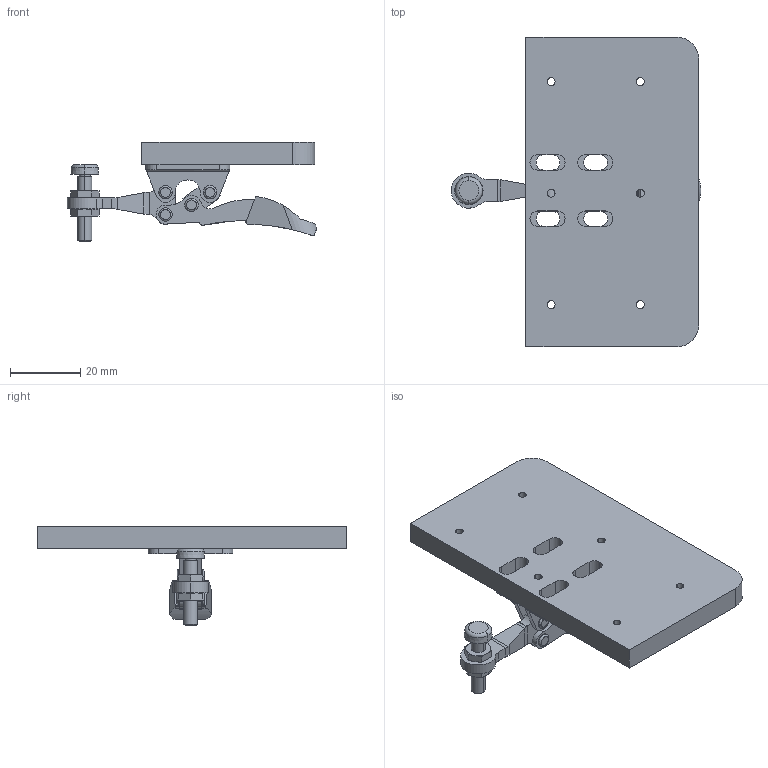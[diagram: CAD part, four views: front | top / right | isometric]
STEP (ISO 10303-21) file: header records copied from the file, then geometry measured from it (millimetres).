
FILE_DESCRIPTION(('FreeCAD Model'),'2;1');
FILE_NAME('Compound001.step','2021-03-03T15:00:03',('kicad StepUp'),('ksu MCAD'), 'Open CASCADE STEP processor 7.3','FreeCAD','Unknown');
FILE_SCHEMA(('AUTOMOTIVE_DESIGN { 1 0 10303 214 1 1 1 1 }'));
Length unit declared in the file: millimetre
Products named in the file (1): Compound001
Bounding box: 71.05 x 88.27 x 28.35 mm (x, y, z)
Volume: 30547.1 mm3; surface area: 15840.3 mm2
Topology: 8 solids, 8 shells, 330 faces, 2178 edges, 3204 vertices
Faces by surface type: cylinder 160, plane 116, cone 36, torus 18
Entity records: 24154 total; most frequent: CARTESIAN_POINT 6898, DIRECTION 3446, ORIENTED_EDGE 1700, GEOMETRIC_CURVE_SET 1328, TRIMMED_CURVE 1328, AXIS2_PLACEMENT_3D 1252, LINE 942, VECTOR 942
